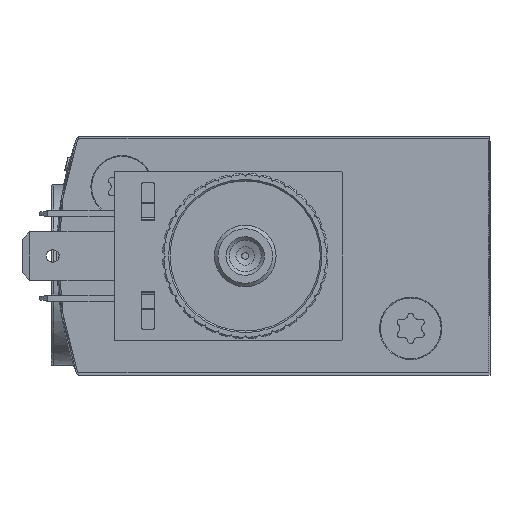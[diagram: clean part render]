
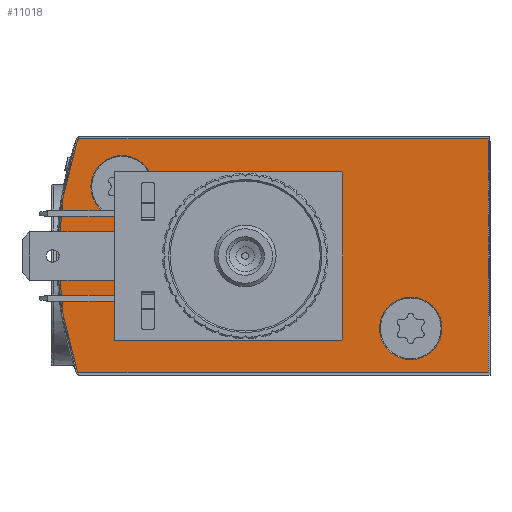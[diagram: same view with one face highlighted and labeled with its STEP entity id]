
A CAD part, left-side view. The second image highlights one B-rep face of the part: STEP entity #11018.
In plain terms, the highlighted planar face has unit normal (-1, 0, 0).
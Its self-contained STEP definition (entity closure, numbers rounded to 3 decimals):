
#833=LINE('',#19056,#1780);
#841=LINE('',#19090,#1788);
#847=LINE('',#19107,#1794);
#1780=VECTOR('',#15644,1000.);
#1788=VECTOR('',#15676,1000.);
#1794=VECTOR('',#15692,1000.);
#3484=ORIENTED_EDGE('',*,*,#6126,.F.);
#3485=ORIENTED_EDGE('',*,*,#6127,.T.);
#3486=ORIENTED_EDGE('',*,*,#6128,.T.);
#3487=ORIENTED_EDGE('',*,*,#6087,.F.);
#3488=ORIENTED_EDGE('',*,*,#6020,.F.);
#3489=ORIENTED_EDGE('',*,*,#6122,.F.);
#3490=ORIENTED_EDGE('',*,*,#6119,.F.);
#3491=ORIENTED_EDGE('',*,*,#6109,.F.);
#3492=ORIENTED_EDGE('',*,*,#6090,.F.);
#6020=EDGE_CURVE('',#7450,#7451,#8358,.T.);
#6087=EDGE_CURVE('',#7451,#7510,#8395,.T.);
#6090=EDGE_CURVE('',#7510,#7512,#833,.T.);
#6109=EDGE_CURVE('',#7512,#7526,#841,.T.);
#6119=EDGE_CURVE('',#7526,#7532,#847,.T.);
#6122=EDGE_CURVE('',#7532,#7450,#8412,.T.);
#6126=EDGE_CURVE('',#7536,#7536,#8416,.F.);
#6127=EDGE_CURVE('',#7537,#7537,#8417,.T.);
#6128=EDGE_CURVE('',#7538,#7538,#8418,.T.);
#7450=VERTEX_POINT('',#18911);
#7451=VERTEX_POINT('',#18912);
#7510=VERTEX_POINT('',#19051);
#7512=VERTEX_POINT('',#19057);
#7526=VERTEX_POINT('',#19091);
#7532=VERTEX_POINT('',#19108);
#7536=VERTEX_POINT('',#19122);
#7537=VERTEX_POINT('',#19124);
#7538=VERTEX_POINT('',#19126);
#8358=CIRCLE('',#13628,46.5);
#8395=CIRCLE('',#13678,0.2);
#8412=CIRCLE('',#13699,0.2);
#8416=CIRCLE('',#13705,5.);
#8417=CIRCLE('',#13706,4.05);
#8418=CIRCLE('',#13707,4.05);
#9001=EDGE_LOOP('',(#3484));
#9002=EDGE_LOOP('',(#3485));
#9003=EDGE_LOOP('',(#3486));
#9004=EDGE_LOOP('',(#3487,#3488,#3489,#3490,#3491,#3492));
#9865=FACE_BOUND('',#9001,.T.);
#9866=FACE_BOUND('',#9002,.T.);
#9867=FACE_BOUND('',#9003,.T.);
#9868=FACE_BOUND('',#9004,.T.);
#10570=PLANE('',#13704);
#11018=ADVANCED_FACE('',(#9865,#9866,#9867,#9868),#10570,.F.);
#13628=AXIS2_PLACEMENT_3D('',#18910,#15507,#15508);
#13678=AXIS2_PLACEMENT_3D('',#19050,#15637,#15638);
#13699=AXIS2_PLACEMENT_3D('',#19113,#15697,#15698);
#13704=AXIS2_PLACEMENT_3D('',#19120,#15707,#15708);
#13705=AXIS2_PLACEMENT_3D('',#19121,#15709,#15710);
#13706=AXIS2_PLACEMENT_3D('',#19123,#15711,#15712);
#13707=AXIS2_PLACEMENT_3D('',#19125,#15713,#15714);
#15507=DIRECTION('',(1.,0.,0.));
#15508=DIRECTION('',(0.,0.,-1.));
#15637=DIRECTION('',(1.,0.,0.));
#15638=DIRECTION('',(0.,0.,-1.));
#15644=DIRECTION('',(0.,-1.,0.));
#15676=DIRECTION('',(0.,0.,-1.));
#15692=DIRECTION('',(0.,1.,0.));
#15697=DIRECTION('',(1.,0.,0.));
#15698=DIRECTION('',(0.,0.,-1.));
#15707=DIRECTION('',(1.,0.,0.));
#15708=DIRECTION('',(0.,0.,-1.));
#15709=DIRECTION('',(1.,0.,0.));
#15710=DIRECTION('',(0.,0.,-1.));
#15711=DIRECTION('',(1.,0.,0.));
#15712=DIRECTION('',(0.,0.,-1.));
#15713=DIRECTION('',(1.,0.,0.));
#15714=DIRECTION('',(0.,0.,-1.));
#18910=CARTESIAN_POINT('',(0.,9.6,0.));
#18911=CARTESIAN_POINT('',(0.,53.592,-15.065));
#18912=CARTESIAN_POINT('',(0.,53.592,15.065));
#19050=CARTESIAN_POINT('',(0.,53.403,15.));
#19051=CARTESIAN_POINT('',(0.,53.403,15.2));
#19056=CARTESIAN_POINT('',(0.,53.403,15.2));
#19057=CARTESIAN_POINT('',(0.,0.2,15.2));
#19090=CARTESIAN_POINT('',(0.,0.2,15.2));
#19091=CARTESIAN_POINT('',(0.,0.2,-15.2));
#19107=CARTESIAN_POINT('',(0.,0.2,-15.2));
#19108=CARTESIAN_POINT('',(0.,53.403,-15.2));
#19113=CARTESIAN_POINT('',(0.,53.403,-15.));
#19120=CARTESIAN_POINT('',(0.,53.403,15.));
#19121=CARTESIAN_POINT('',(0.,31.8,0.));
#19122=CARTESIAN_POINT('',(0.,31.8,-5.));
#19123=CARTESIAN_POINT('',(0.,47.8,9.));
#19124=CARTESIAN_POINT('',(0.,47.8,4.95));
#19125=CARTESIAN_POINT('',(0.,10.3,-9.4));
#19126=CARTESIAN_POINT('',(0.,10.3,-13.45));
